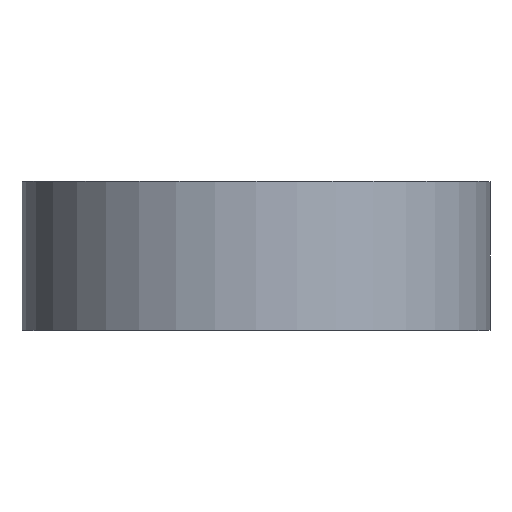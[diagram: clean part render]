
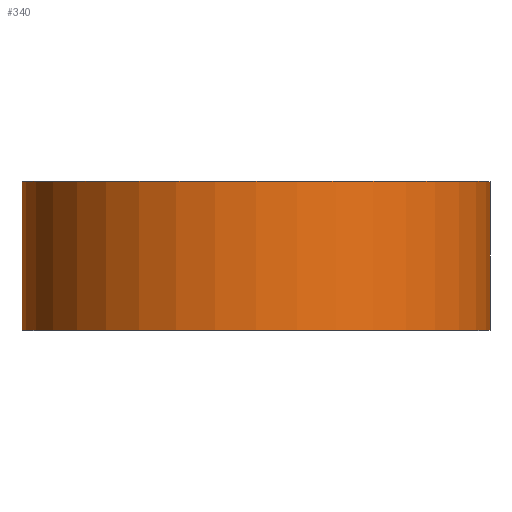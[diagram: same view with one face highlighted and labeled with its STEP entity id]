
A CAD part, top view. The second image highlights one B-rep face of the part: STEP entity #340.
In plain terms, the highlighted cylindrical face has radius 11 mm (diameter 22 mm), a partial arc.
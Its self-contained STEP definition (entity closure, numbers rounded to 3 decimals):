
#16=CARTESIAN_POINT('',(0.,-3.5,0.));
#17=DIRECTION('',(0.,1.,0.));
#18=DIRECTION('',(-1.,0.,0.));
#19=AXIS2_PLACEMENT_3D('',#16,#17,#18);
#64=CARTESIAN_POINT('',(0.,3.5,0.));
#65=DIRECTION('',(0.,1.,0.));
#66=DIRECTION('',(-1.,0.,0.));
#67=AXIS2_PLACEMENT_3D('',#64,#65,#66);
#89=DIRECTION('',(0.,1.,0.));
#90=VECTOR('',#89,7.);
#91=CARTESIAN_POINT('',(11.,-3.5,0.));
#92=LINE('',#91,#90);
#93=DIRECTION('',(0.,1.,0.));
#94=VECTOR('',#93,7.);
#95=CARTESIAN_POINT('',(-11.,-3.5,0.));
#96=LINE('',#95,#94);
#173=CARTESIAN_POINT('',(11.,-3.5,0.));
#174=CARTESIAN_POINT('',(-11.,-3.5,0.));
#175=VERTEX_POINT('',#173);
#176=VERTEX_POINT('',#174);
#189=CARTESIAN_POINT('',(11.,3.5,0.));
#190=CARTESIAN_POINT('',(-11.,3.5,0.));
#191=VERTEX_POINT('',#189);
#192=VERTEX_POINT('',#190);
#329=CARTESIAN_POINT('',(0.,-3.5,0.));
#330=DIRECTION('',(0.,1.,0.));
#331=DIRECTION('',(1.,0.,0.));
#332=AXIS2_PLACEMENT_3D('',#329,#330,#331);
#333=CYLINDRICAL_SURFACE('',#332,11.);
#334=ORIENTED_EDGE('',*,*,#224,.F.);
#335=ORIENTED_EDGE('',*,*,#324,.T.);
#336=ORIENTED_EDGE('',*,*,#288,.T.);
#337=ORIENTED_EDGE('',*,*,#321,.F.);
#338=EDGE_LOOP('',(#334,#335,#336,#337));
#339=FACE_OUTER_BOUND('',#338,.F.);
#340=ADVANCED_FACE('',(#339),#333,.T.);
#20=CIRCLE('',#19,11.);
#68=CIRCLE('',#67,11.);
#224=EDGE_CURVE('',#176,#175,#20,.T.);
#288=EDGE_CURVE('',#192,#191,#68,.T.);
#321=EDGE_CURVE('',#175,#191,#92,.T.);
#324=EDGE_CURVE('',#176,#192,#96,.T.);
